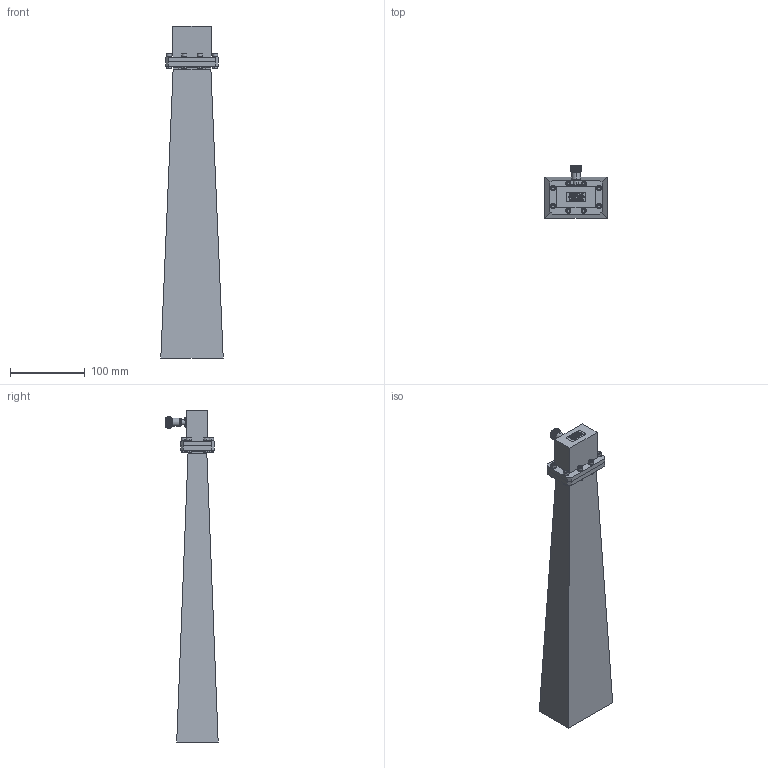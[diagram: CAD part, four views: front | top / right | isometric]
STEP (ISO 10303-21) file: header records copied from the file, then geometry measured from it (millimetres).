
FILE_DESCRIPTION (( 'STEP AP214' ), '1' );
FILE_NAME ('PE9861-NF-10.STEP', '2017-06-15T15:53:00', ( '' ), ( '' ), 'SwSTEP 2.0', 'SolidWorks 2014', '' );
FILE_SCHEMA (( 'AUTOMOTIVE_DESIGN' ));
Length unit declared in the file: inch
Products named in the file (5): Copy of Hex Screw^PE9861-NF-10.SLDPRT; PE9861-NF-10; Copy of Nut^PE9861-NF-10.SLDPRT; PE9822; PE9861-10
Assembly tree (18 placements, depth 2):
  PE9861-NF-10
    PE9861-10
    PE9822
    Copy of Hex Screw^PE9861-NF-10.SLDPRT  x8
    Copy of Nut^PE9861-NF-10.SLDPRT  x8
Bounding box: 83.57 x 70.07 x 444.75 mm (x, y, z)
Volume: 179959.2 mm3; surface area: 198322.7 mm2
Topology: 24 solids, 32 shells, 1110 faces, 2935 edges, 1989 vertices
Faces by surface type: plane 392, cylinder 371, cone 288, bspline 55, torus 4
Entity records: 33715 total; most frequent: CARTESIAN_POINT 13206, ORIENTED_EDGE 3776, DIRECTION 2709, EDGE_CURVE 1888, VERTEX_POINT 1373, AXIS2_PLACEMENT_3D 959, LINE 791, VECTOR 791
